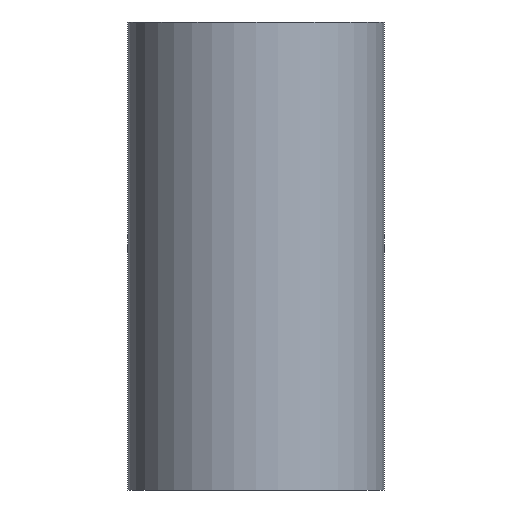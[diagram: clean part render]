
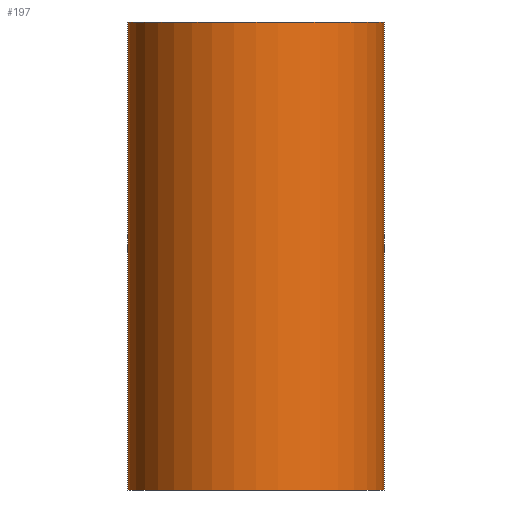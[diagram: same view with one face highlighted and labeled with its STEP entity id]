
A CAD part, front view. The second image highlights one B-rep face of the part: STEP entity #197.
In plain terms, the highlighted cylindrical face has radius 92 mm (diameter 184 mm), a full revolution.
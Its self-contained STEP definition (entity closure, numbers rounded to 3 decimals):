
#16=B_SPLINE_CURVE_WITH_KNOTS('',3,(#409,#410,#411,#412,#413,#414,#415,
#416,#417,#418,#419,#420,#421,#422,#423,#424,#425,#426,#427,#428,#429,#430,
#431,#432,#433,#434,#435,#436,#437,#438,#439,#440,#441,#442,#443,#444,#445,
#446,#447,#448,#449,#450,#451,#452,#453,#454,#455,#456,#457,#458,#459,#460,
#461,#462,#463,#464,#465,#466,#467,#468,#469,#470,#471,#472,#473,#474),
 .UNSPECIFIED.,.T.,.F.,(4,2,2,2,2,2,2,2,2,2,2,2,2,2,2,2,2,2,2,2,2,2,2,2,
2,2,2,2,2,2,2,2,4),(0.,1.755,3.51,5.266,
7.021,8.665,10.309,11.953,13.597,
15.241,16.885,18.529,20.172,21.928,
23.683,25.438,27.193,28.949,30.704,
32.459,34.214,35.858,37.502,39.146,
40.79,42.434,44.078,45.722,47.366,
49.121,50.876,52.631,54.387),
 .UNSPECIFIED.);
#29=CYLINDRICAL_SURFACE('',#230,92.);
#44=FACE_BOUND('',#92,.T.);
#45=FACE_BOUND('',#93,.T.);
#61=FACE_OUTER_BOUND('',#91,.T.);
#91=EDGE_LOOP('',(#174));
#92=EDGE_LOOP('',(#175));
#93=EDGE_LOOP('',(#176));
#101=CIRCLE('',#208,92.);
#105=CIRCLE('',#215,92.);
#116=VERTEX_POINT('',#307);
#120=VERTEX_POINT('',#318);
#129=VERTEX_POINT('',#408);
#133=EDGE_CURVE('',#116,#116,#101,.T.);
#137=EDGE_CURVE('',#120,#120,#105,.T.);
#146=EDGE_CURVE('',#129,#129,#16,.T.);
#174=ORIENTED_EDGE('',*,*,#133,.F.);
#175=ORIENTED_EDGE('',*,*,#137,.F.);
#176=ORIENTED_EDGE('',*,*,#146,.T.);
#197=ADVANCED_FACE('',(#61,#44,#45),#29,.T.);
#208=AXIS2_PLACEMENT_3D('',#308,#247,#248);
#215=AXIS2_PLACEMENT_3D('',#319,#261,#262);
#230=AXIS2_PLACEMENT_3D('',#475,#291,#292);
#247=DIRECTION('center_axis',(0.,0.,1.));
#248=DIRECTION('ref_axis',(-1.,0.,0.));
#261=DIRECTION('center_axis',(0.,0.,-1.));
#262=DIRECTION('ref_axis',(-1.,0.,0.));
#291=DIRECTION('center_axis',(0.,0.,1.));
#292=DIRECTION('ref_axis',(-1.,0.,0.));
#307=CARTESIAN_POINT('',(92.,0.,168.));
#308=CARTESIAN_POINT('Origin',(0.,0.,168.));
#318=CARTESIAN_POINT('',(92.,0.,-168.));
#319=CARTESIAN_POINT('Origin',(0.,0.,-168.));
#408=CARTESIAN_POINT('',(81.5,42.682,0.));
#409=CARTESIAN_POINT('Ctrl Pts',(81.5,42.682,0.));
#410=CARTESIAN_POINT('Ctrl Pts',(81.5,42.682,5.851));
#411=CARTESIAN_POINT('Ctrl Pts',(80.881,43.901,11.399));
#412=CARTESIAN_POINT('Ctrl Pts',(78.658,47.769,22.013));
#413=CARTESIAN_POINT('Ctrl Pts',(77.049,50.401,27.084));
#414=CARTESIAN_POINT('Ctrl Pts',(72.917,56.212,36.785));
#415=CARTESIAN_POINT('Ctrl Pts',(70.393,59.392,41.404));
#416=CARTESIAN_POINT('Ctrl Pts',(64.548,65.696,50.029));
#417=CARTESIAN_POINT('Ctrl Pts',(61.226,68.823,54.032));
#418=CARTESIAN_POINT('Ctrl Pts',(54.26,74.421,60.998));
#419=CARTESIAN_POINT('Ctrl Pts',(50.41,77.118,64.249));
#420=CARTESIAN_POINT('Ctrl Pts',(41.869,82.069,70.115));
#421=CARTESIAN_POINT('Ctrl Pts',(37.178,84.322,72.729));
#422=CARTESIAN_POINT('Ctrl Pts',(27.201,88.048,77.018));
#423=CARTESIAN_POINT('Ctrl Pts',(21.903,89.525,78.697));
#424=CARTESIAN_POINT('Ctrl Pts',(11.042,91.502,80.939));
#425=CARTESIAN_POINT('Ctrl Pts',(5.48,92.,81.5));
#426=CARTESIAN_POINT('Ctrl Pts',(-5.48,92.,81.5));
#427=CARTESIAN_POINT('Ctrl Pts',(-11.042,91.502,80.939));
#428=CARTESIAN_POINT('Ctrl Pts',(-21.903,89.525,78.697));
#429=CARTESIAN_POINT('Ctrl Pts',(-27.201,88.048,77.018));
#430=CARTESIAN_POINT('Ctrl Pts',(-37.178,84.322,72.729));
#431=CARTESIAN_POINT('Ctrl Pts',(-41.869,82.069,70.115));
#432=CARTESIAN_POINT('Ctrl Pts',(-50.41,77.118,64.249));
#433=CARTESIAN_POINT('Ctrl Pts',(-54.26,74.421,60.998));
#434=CARTESIAN_POINT('Ctrl Pts',(-61.226,68.823,54.032));
#435=CARTESIAN_POINT('Ctrl Pts',(-64.548,65.696,50.029));
#436=CARTESIAN_POINT('Ctrl Pts',(-70.393,59.392,41.404));
#437=CARTESIAN_POINT('Ctrl Pts',(-72.917,56.212,36.785));
#438=CARTESIAN_POINT('Ctrl Pts',(-77.049,50.401,27.084));
#439=CARTESIAN_POINT('Ctrl Pts',(-78.658,47.769,22.013));
#440=CARTESIAN_POINT('Ctrl Pts',(-80.881,43.901,11.399));
#441=CARTESIAN_POINT('Ctrl Pts',(-81.5,42.682,5.851));
#442=CARTESIAN_POINT('Ctrl Pts',(-81.5,42.682,-5.851));
#443=CARTESIAN_POINT('Ctrl Pts',(-80.881,43.901,-11.399));
#444=CARTESIAN_POINT('Ctrl Pts',(-78.658,47.769,-22.013));
#445=CARTESIAN_POINT('Ctrl Pts',(-77.049,50.401,-27.084));
#446=CARTESIAN_POINT('Ctrl Pts',(-72.917,56.212,-36.785));
#447=CARTESIAN_POINT('Ctrl Pts',(-70.393,59.392,-41.404));
#448=CARTESIAN_POINT('Ctrl Pts',(-64.548,65.696,-50.029));
#449=CARTESIAN_POINT('Ctrl Pts',(-61.226,68.823,-54.032));
#450=CARTESIAN_POINT('Ctrl Pts',(-54.26,74.421,-60.998));
#451=CARTESIAN_POINT('Ctrl Pts',(-50.41,77.118,-64.249));
#452=CARTESIAN_POINT('Ctrl Pts',(-41.869,82.069,-70.115));
#453=CARTESIAN_POINT('Ctrl Pts',(-37.178,84.322,-72.729));
#454=CARTESIAN_POINT('Ctrl Pts',(-27.201,88.048,-77.018));
#455=CARTESIAN_POINT('Ctrl Pts',(-21.903,89.525,-78.697));
#456=CARTESIAN_POINT('Ctrl Pts',(-11.042,91.502,-80.939));
#457=CARTESIAN_POINT('Ctrl Pts',(-5.48,92.,-81.5));
#458=CARTESIAN_POINT('Ctrl Pts',(5.48,92.,-81.5));
#459=CARTESIAN_POINT('Ctrl Pts',(11.042,91.502,-80.939));
#460=CARTESIAN_POINT('Ctrl Pts',(21.903,89.525,-78.697));
#461=CARTESIAN_POINT('Ctrl Pts',(27.201,88.048,-77.018));
#462=CARTESIAN_POINT('Ctrl Pts',(37.178,84.322,-72.729));
#463=CARTESIAN_POINT('Ctrl Pts',(41.869,82.069,-70.115));
#464=CARTESIAN_POINT('Ctrl Pts',(50.41,77.118,-64.249));
#465=CARTESIAN_POINT('Ctrl Pts',(54.26,74.421,-60.998));
#466=CARTESIAN_POINT('Ctrl Pts',(61.226,68.823,-54.032));
#467=CARTESIAN_POINT('Ctrl Pts',(64.548,65.696,-50.029));
#468=CARTESIAN_POINT('Ctrl Pts',(70.393,59.392,-41.404));
#469=CARTESIAN_POINT('Ctrl Pts',(72.917,56.212,-36.785));
#470=CARTESIAN_POINT('Ctrl Pts',(77.049,50.401,-27.084));
#471=CARTESIAN_POINT('Ctrl Pts',(78.658,47.769,-22.013));
#472=CARTESIAN_POINT('Ctrl Pts',(80.881,43.901,-11.399));
#473=CARTESIAN_POINT('Ctrl Pts',(81.5,42.682,-5.851));
#474=CARTESIAN_POINT('Ctrl Pts',(81.5,42.682,0.));
#475=CARTESIAN_POINT('Origin',(0.,0.,0.));
